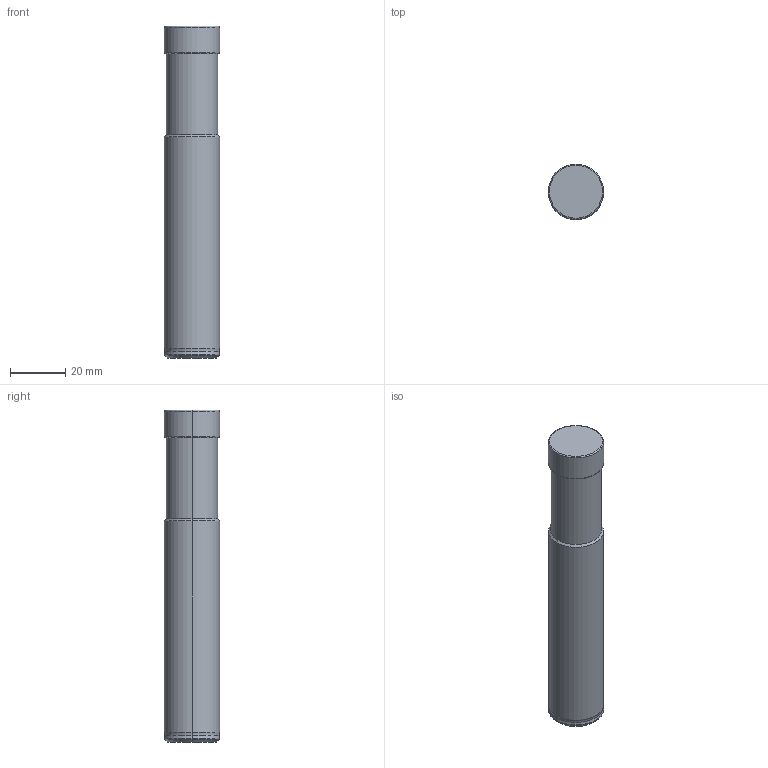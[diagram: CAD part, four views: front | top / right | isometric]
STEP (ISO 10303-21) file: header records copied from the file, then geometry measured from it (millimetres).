
FILE_DESCRIPTION (( 'STEP AP214' ), '1' );
FILE_NAME ('99802-BC20-20A10.STEP', '2017-01-09T10:48:00', ( 'User' ), ( 'GENUINE' ), 'SwSTEP 2.0', 'SolidWorks 2012', '' );
FILE_SCHEMA (( 'AUTOMOTIVE_DESIGN' ));
Length unit declared in the file: millimetre
Products named in the file (1): 99802-BC20-20A10
Bounding box: 20 x 20 x 120 mm (x, y, z)
Volume: 36303.8 mm3; surface area: 8031.8 mm2
Topology: 1 solids, 1 shells, 24 faces, 46 edges, 24 vertices
Faces by surface type: torus 8, cylinder 8, cone 6, plane 2
Entity records: 735 total; most frequent: DIRECTION 128, CARTESIAN_POINT 95, ORIENTED_EDGE 92, AXIS2_PLACEMENT_3D 57, EDGE_CURVE 46, CIRCLE 32, ADVANCED_FACE 24, EDGE_LOOP 24
